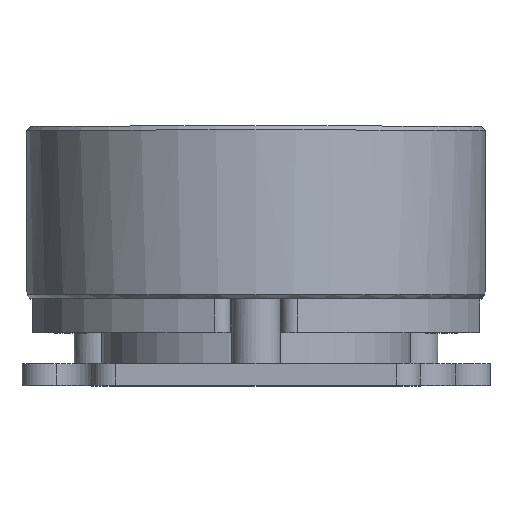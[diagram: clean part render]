
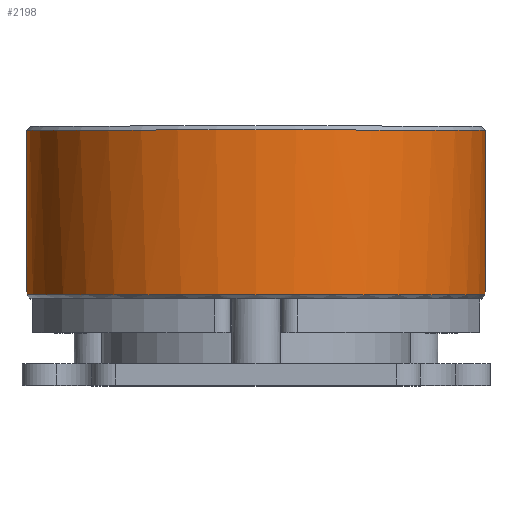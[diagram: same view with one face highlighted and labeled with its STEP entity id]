
A CAD part, top view. The second image highlights one B-rep face of the part: STEP entity #2198.
In plain terms, the highlighted cylindrical face has radius 28.45 mm (diameter 56.9 mm), a full revolution.
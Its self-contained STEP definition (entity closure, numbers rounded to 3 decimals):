
#230 = VERTEX_POINT('',#231);
#231 = CARTESIAN_POINT('',(-4.,-20.9,-28.167));
#239 = CONICAL_SURFACE('',#240,28.45,0.785);
#240 = AXIS2_PLACEMENT_3D('',#241,#242,#243);
#241 = CARTESIAN_POINT('',(0.,-20.9,0.));
#242 = DIRECTION('',(0.,1.,0.));
#243 = DIRECTION('',(0.,0.,1.));
#273 = PLANE('',#274);
#274 = AXIS2_PLACEMENT_3D('',#275,#276,#277);
#275 = CARTESIAN_POINT('',(-4.,-15.9,-16.921));
#276 = DIRECTION('',(1.,0.,0.));
#277 = DIRECTION('',(0.,0.,-1.));
#743 = VERTEX_POINT('',#744);
#744 = CARTESIAN_POINT('',(4.,-20.9,-28.167));
#781 = PLANE('',#782);
#782 = AXIS2_PLACEMENT_3D('',#783,#784,#785);
#783 = CARTESIAN_POINT('',(4.,-15.9,-16.921));
#784 = DIRECTION('',(-1.,0.,0.));
#785 = DIRECTION('',(0.,0.,1.));
#794 = EDGE_CURVE('',#795,#743,#797,.T.);
#795 = VERTEX_POINT('',#796);
#796 = CARTESIAN_POINT('',(0.,-20.9,28.45));
#797 = SURFACE_CURVE('',#798,(#803,#809),.PCURVE_S1.);
#798 = CIRCLE('',#799,28.45);
#799 = AXIS2_PLACEMENT_3D('',#800,#801,#802);
#800 = CARTESIAN_POINT('',(0.,-20.9,0.));
#801 = DIRECTION('',(0.,1.,0.));
#802 = DIRECTION('',(0.,0.,1.));
#803 = PCURVE('',#239,#804);
#804 = DEFINITIONAL_REPRESENTATION('',(#805),#808);
#805 = B_SPLINE_CURVE_WITH_KNOTS('',1,(#806,#807),.UNSPECIFIED.,.F.,.F.,
  (2,2),(6.283,9.284),.PIECEWISE_BEZIER_KNOTS.);
#806 = CARTESIAN_POINT('',(6.283,0.));
#807 = CARTESIAN_POINT('',(9.284,0.));
#808 = ( GEOMETRIC_REPRESENTATION_CONTEXT(2) 
PARAMETRIC_REPRESENTATION_CONTEXT() REPRESENTATION_CONTEXT('2D SPACE',''
  ) );
#809 = PCURVE('',#810,#815);
#810 = CYLINDRICAL_SURFACE('',#811,28.45);
#811 = AXIS2_PLACEMENT_3D('',#812,#813,#814);
#812 = CARTESIAN_POINT('',(0.,-21.4,0.));
#813 = DIRECTION('',(0.,-1.,0.));
#814 = DIRECTION('',(0.,0.,1.));
#815 = DEFINITIONAL_REPRESENTATION('',(#816),#819);
#816 = B_SPLINE_CURVE_WITH_KNOTS('',1,(#817,#818),.UNSPECIFIED.,.F.,.F.,
  (2,2),(6.283,9.284),.PIECEWISE_BEZIER_KNOTS.);
#817 = CARTESIAN_POINT('',(6.283,-0.5));
#818 = CARTESIAN_POINT('',(3.283,-0.5));
#819 = ( GEOMETRIC_REPRESENTATION_CONTEXT(2) 
PARAMETRIC_REPRESENTATION_CONTEXT() REPRESENTATION_CONTEXT('2D SPACE',''
  ) );
#821 = EDGE_CURVE('',#230,#795,#822,.T.);
#822 = SURFACE_CURVE('',#823,(#828,#834),.PCURVE_S1.);
#823 = CIRCLE('',#824,28.45);
#824 = AXIS2_PLACEMENT_3D('',#825,#826,#827);
#825 = CARTESIAN_POINT('',(0.,-20.9,0.));
#826 = DIRECTION('',(0.,1.,0.));
#827 = DIRECTION('',(0.,0.,1.));
#828 = PCURVE('',#239,#829);
#829 = DEFINITIONAL_REPRESENTATION('',(#830),#833);
#830 = B_SPLINE_CURVE_WITH_KNOTS('',1,(#831,#832),.UNSPECIFIED.,.F.,.F.,
  (2,2),(3.283,6.283),.PIECEWISE_BEZIER_KNOTS.);
#831 = CARTESIAN_POINT('',(3.283,0.));
#832 = CARTESIAN_POINT('',(6.283,0.));
#833 = ( GEOMETRIC_REPRESENTATION_CONTEXT(2) 
PARAMETRIC_REPRESENTATION_CONTEXT() REPRESENTATION_CONTEXT('2D SPACE',''
  ) );
#834 = PCURVE('',#810,#835);
#835 = DEFINITIONAL_REPRESENTATION('',(#836),#839);
#836 = B_SPLINE_CURVE_WITH_KNOTS('',1,(#837,#838),.UNSPECIFIED.,.F.,.F.,
  (2,2),(3.283,6.283),.PIECEWISE_BEZIER_KNOTS.);
#837 = CARTESIAN_POINT('',(3.001,-0.5));
#838 = CARTESIAN_POINT('',(0.,-0.5));
#839 = ( GEOMETRIC_REPRESENTATION_CONTEXT(2) 
PARAMETRIC_REPRESENTATION_CONTEXT() REPRESENTATION_CONTEXT('2D SPACE',''
  ) );
#1128 = EDGE_CURVE('',#743,#1129,#1131,.T.);
#1129 = VERTEX_POINT('',#1130);
#1130 = CARTESIAN_POINT('',(4.,-15.9,-28.167));
#1131 = SURFACE_CURVE('',#1132,(#1136,#1143),.PCURVE_S1.);
#1132 = LINE('',#1133,#1134);
#1133 = CARTESIAN_POINT('',(4.,-21.4,-28.167));
#1134 = VECTOR('',#1135,1.);
#1135 = DIRECTION('',(0.,1.,0.));
#1136 = PCURVE('',#781,#1137);
#1137 = DEFINITIONAL_REPRESENTATION('',(#1138),#1142);
#1138 = LINE('',#1139,#1140);
#1139 = CARTESIAN_POINT('',(-11.246,-5.5));
#1140 = VECTOR('',#1141,1.);
#1141 = DIRECTION('',(0.,1.));
#1142 = ( GEOMETRIC_REPRESENTATION_CONTEXT(2) 
PARAMETRIC_REPRESENTATION_CONTEXT() REPRESENTATION_CONTEXT('2D SPACE',''
  ) );
#1143 = PCURVE('',#810,#1144);
#1144 = DEFINITIONAL_REPRESENTATION('',(#1145),#1148);
#1145 = B_SPLINE_CURVE_WITH_KNOTS('',1,(#1146,#1147),.UNSPECIFIED.,.F.,
  .F.,(2,2),(0.5,5.5),.PIECEWISE_BEZIER_KNOTS.);
#1146 = CARTESIAN_POINT('',(3.283,-0.5));
#1147 = CARTESIAN_POINT('',(3.283,-5.5));
#1148 = ( GEOMETRIC_REPRESENTATION_CONTEXT(2) 
PARAMETRIC_REPRESENTATION_CONTEXT() REPRESENTATION_CONTEXT('2D SPACE',''
  ) );
#1216 = PLANE('',#1217);
#1217 = AXIS2_PLACEMENT_3D('',#1218,#1219,#1220);
#1218 = CARTESIAN_POINT('',(4.,-15.9,-16.921));
#1219 = DIRECTION('',(0.,1.,0.));
#1220 = DIRECTION('',(0.,0.,1.));
#1255 = EDGE_CURVE('',#230,#1256,#1258,.T.);
#1256 = VERTEX_POINT('',#1257);
#1257 = CARTESIAN_POINT('',(-4.,-15.9,-28.167));
#1258 = SURFACE_CURVE('',#1259,(#1263,#1270),.PCURVE_S1.);
#1259 = LINE('',#1260,#1261);
#1260 = CARTESIAN_POINT('',(-4.,-21.4,-28.167));
#1261 = VECTOR('',#1262,1.);
#1262 = DIRECTION('',(0.,1.,0.));
#1263 = PCURVE('',#273,#1264);
#1264 = DEFINITIONAL_REPRESENTATION('',(#1265),#1269);
#1265 = LINE('',#1266,#1267);
#1266 = CARTESIAN_POINT('',(11.246,-5.5));
#1267 = VECTOR('',#1268,1.);
#1268 = DIRECTION('',(0.,1.));
#1269 = ( GEOMETRIC_REPRESENTATION_CONTEXT(2) 
PARAMETRIC_REPRESENTATION_CONTEXT() REPRESENTATION_CONTEXT('2D SPACE',''
  ) );
#1270 = PCURVE('',#810,#1271);
#1271 = DEFINITIONAL_REPRESENTATION('',(#1272),#1275);
#1272 = B_SPLINE_CURVE_WITH_KNOTS('',1,(#1273,#1274),.UNSPECIFIED.,.F.,
  .F.,(2,2),(0.5,5.5),.PIECEWISE_BEZIER_KNOTS.);
#1273 = CARTESIAN_POINT('',(3.001,-0.5));
#1274 = CARTESIAN_POINT('',(3.001,-5.5));
#1275 = ( GEOMETRIC_REPRESENTATION_CONTEXT(2) 
PARAMETRIC_REPRESENTATION_CONTEXT() REPRESENTATION_CONTEXT('2D SPACE',''
  ) );
#1693 = CONICAL_SURFACE('',#1694,27.95,0.785);
#1694 = AXIS2_PLACEMENT_3D('',#1695,#1696,#1697);
#1695 = CARTESIAN_POINT('',(0.,0.,0.));
#1696 = DIRECTION('',(0.,-1.,0.));
#1697 = DIRECTION('',(0.,0.,-1.));
#2198 = ADVANCED_FACE('',(#2199),#810,.T.);
#2199 = FACE_BOUND('',#2200,.T.);
#2200 = EDGE_LOOP('',(#2201,#2223,#2243,#2244,#2245,#2266,#2267,#2268));
#2201 = ORIENTED_EDGE('',*,*,#2202,.F.);
#2202 = EDGE_CURVE('',#2203,#2203,#2205,.T.);
#2203 = VERTEX_POINT('',#2204);
#2204 = CARTESIAN_POINT('',(0.,-0.5,28.45));
#2205 = SURFACE_CURVE('',#2206,(#2211,#2217),.PCURVE_S1.);
#2206 = CIRCLE('',#2207,28.45);
#2207 = AXIS2_PLACEMENT_3D('',#2208,#2209,#2210);
#2208 = CARTESIAN_POINT('',(0.,-0.5,0.));
#2209 = DIRECTION('',(0.,1.,0.));
#2210 = DIRECTION('',(0.,0.,1.));
#2211 = PCURVE('',#810,#2212);
#2212 = DEFINITIONAL_REPRESENTATION('',(#2213),#2216);
#2213 = B_SPLINE_CURVE_WITH_KNOTS('',1,(#2214,#2215),.UNSPECIFIED.,.F.,
  .F.,(2,2),(0.,6.283),.PIECEWISE_BEZIER_KNOTS.);
#2214 = CARTESIAN_POINT('',(6.283,-20.9));
#2215 = CARTESIAN_POINT('',(0.,-20.9));
#2216 = ( GEOMETRIC_REPRESENTATION_CONTEXT(2) 
PARAMETRIC_REPRESENTATION_CONTEXT() REPRESENTATION_CONTEXT('2D SPACE',''
  ) );
#2217 = PCURVE('',#1693,#2218);
#2218 = DEFINITIONAL_REPRESENTATION('',(#2219),#2222);
#2219 = B_SPLINE_CURVE_WITH_KNOTS('',1,(#2220,#2221),.UNSPECIFIED.,.F.,
  .F.,(2,2),(0.,6.283),.PIECEWISE_BEZIER_KNOTS.);
#2220 = CARTESIAN_POINT('',(9.425,0.5));
#2221 = CARTESIAN_POINT('',(3.142,0.5));
#2222 = ( GEOMETRIC_REPRESENTATION_CONTEXT(2) 
PARAMETRIC_REPRESENTATION_CONTEXT() REPRESENTATION_CONTEXT('2D SPACE',''
  ) );
#2223 = ORIENTED_EDGE('',*,*,#2224,.T.);
#2224 = EDGE_CURVE('',#2203,#795,#2225,.T.);
#2225 = SEAM_CURVE('',#2226,(#2229,#2236),.PCURVE_S1.);
#2226 = B_SPLINE_CURVE_WITH_KNOTS('',1,(#2227,#2228),.UNSPECIFIED.,.F.,
  .F.,(2,2),(-20.9,-0.5),.PIECEWISE_BEZIER_KNOTS.);
#2227 = CARTESIAN_POINT('',(0.,-0.5,28.45));
#2228 = CARTESIAN_POINT('',(0.,-20.9,28.45));
#2229 = PCURVE('',#810,#2230);
#2230 = DEFINITIONAL_REPRESENTATION('',(#2231),#2235);
#2231 = LINE('',#2232,#2233);
#2232 = CARTESIAN_POINT('',(6.283,0.));
#2233 = VECTOR('',#2234,1.);
#2234 = DIRECTION('',(0.,1.));
#2235 = ( GEOMETRIC_REPRESENTATION_CONTEXT(2) 
PARAMETRIC_REPRESENTATION_CONTEXT() REPRESENTATION_CONTEXT('2D SPACE',''
  ) );
#2236 = PCURVE('',#810,#2237);
#2237 = DEFINITIONAL_REPRESENTATION('',(#2238),#2242);
#2238 = LINE('',#2239,#2240);
#2239 = CARTESIAN_POINT('',(0.,0.));
#2240 = VECTOR('',#2241,1.);
#2241 = DIRECTION('',(0.,1.));
#2242 = ( GEOMETRIC_REPRESENTATION_CONTEXT(2) 
PARAMETRIC_REPRESENTATION_CONTEXT() REPRESENTATION_CONTEXT('2D SPACE',''
  ) );
#2243 = ORIENTED_EDGE('',*,*,#794,.T.);
#2244 = ORIENTED_EDGE('',*,*,#1128,.T.);
#2245 = ORIENTED_EDGE('',*,*,#2246,.T.);
#2246 = EDGE_CURVE('',#1129,#1256,#2247,.T.);
#2247 = SURFACE_CURVE('',#2248,(#2253,#2259),.PCURVE_S1.);
#2248 = CIRCLE('',#2249,28.45);
#2249 = AXIS2_PLACEMENT_3D('',#2250,#2251,#2252);
#2250 = CARTESIAN_POINT('',(0.,-15.9,0.));
#2251 = DIRECTION('',(0.,1.,0.));
#2252 = DIRECTION('',(0.,0.,1.));
#2253 = PCURVE('',#810,#2254);
#2254 = DEFINITIONAL_REPRESENTATION('',(#2255),#2258);
#2255 = B_SPLINE_CURVE_WITH_KNOTS('',1,(#2256,#2257),.UNSPECIFIED.,.F.,
  .F.,(2,2),(3.001,3.283),.PIECEWISE_BEZIER_KNOTS.);
#2256 = CARTESIAN_POINT('',(3.283,-5.5));
#2257 = CARTESIAN_POINT('',(3.001,-5.5));
#2258 = ( GEOMETRIC_REPRESENTATION_CONTEXT(2) 
PARAMETRIC_REPRESENTATION_CONTEXT() REPRESENTATION_CONTEXT('2D SPACE',''
  ) );
#2259 = PCURVE('',#1216,#2260);
#2260 = DEFINITIONAL_REPRESENTATION('',(#2261),#2265);
#2261 = CIRCLE('',#2262,28.45);
#2262 = AXIS2_PLACEMENT_2D('',#2263,#2264);
#2263 = CARTESIAN_POINT('',(16.921,-4.));
#2264 = DIRECTION('',(1.,0.));
#2265 = ( GEOMETRIC_REPRESENTATION_CONTEXT(2) 
PARAMETRIC_REPRESENTATION_CONTEXT() REPRESENTATION_CONTEXT('2D SPACE',''
  ) );
#2266 = ORIENTED_EDGE('',*,*,#1255,.F.);
#2267 = ORIENTED_EDGE('',*,*,#821,.T.);
#2268 = ORIENTED_EDGE('',*,*,#2224,.F.);
